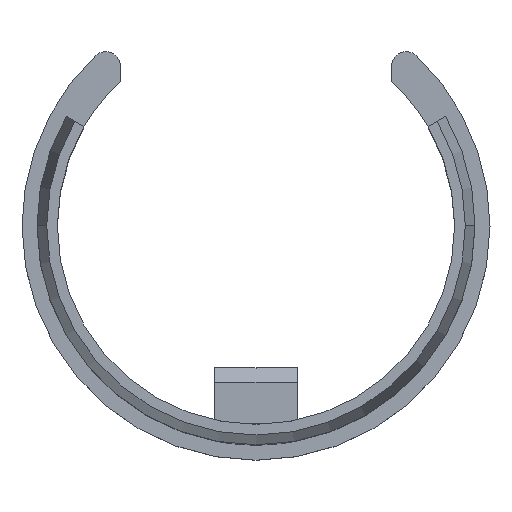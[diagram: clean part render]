
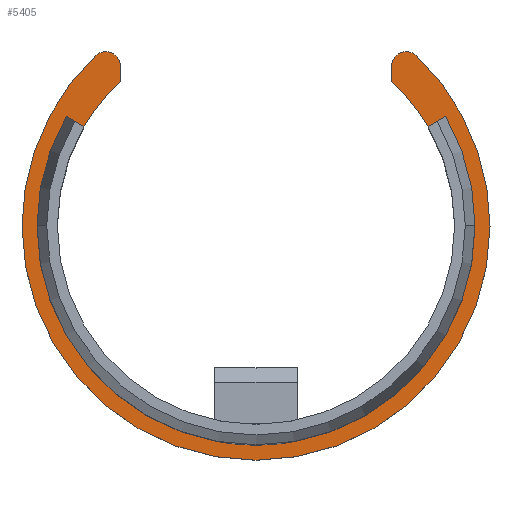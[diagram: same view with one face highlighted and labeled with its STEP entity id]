
A CAD part, top view. The second image highlights one B-rep face of the part: STEP entity #5405.
In plain terms, the highlighted planar face has unit normal (0, 0, 1).
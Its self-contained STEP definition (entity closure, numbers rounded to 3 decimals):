
#14 = DIRECTION ( 'NONE',  ( 0., 0., 1. ) ) ;
#69 = ORIENTED_EDGE ( 'NONE', *, *, #3294, .F. ) ;
#89 = VERTEX_POINT ( 'NONE', #4330 ) ;
#104 = LINE ( 'NONE', #3922, #4696 ) ;
#153 = ORIENTED_EDGE ( 'NONE', *, *, #2561, .F. ) ;
#249 = AXIS2_PLACEMENT_3D ( 'NONE', #3152, #6445, #286 ) ;
#263 = AXIS2_PLACEMENT_3D ( 'NONE', #5005, #5483, #4418 ) ;
#286 = DIRECTION ( 'NONE',  ( -1., 0., 0. ) ) ;
#329 = DIRECTION ( 'NONE',  ( -1., 0., 0. ) ) ;
#400 = VERTEX_POINT ( 'NONE', #3897 ) ;
#431 = VERTEX_POINT ( 'NONE', #5521 ) ;
#475 = CIRCLE ( 'NONE', #2278, 22.4 ) ;
#481 = VERTEX_POINT ( 'NONE', #5568 ) ;
#483 = DIRECTION ( 'NONE',  ( -1., 0., 0. ) ) ;
#541 = DIRECTION ( 'NONE',  ( 0., 0., 1. ) ) ;
#542 = EDGE_CURVE ( 'NONE', #89, #3168, #3126, .T. ) ;
#557 = DIRECTION ( 'NONE',  ( 1., 0., 0. ) ) ;
#585 = EDGE_CURVE ( 'NONE', #481, #3072, #104, .T. ) ;
#620 = AXIS2_PLACEMENT_3D ( 'NONE', #2040, #5308, #329 ) ;
#781 = CIRCLE ( 'NONE', #4038, 20.5 ) ;
#999 = DIRECTION ( 'NONE',  ( -1., 0., 0. ) ) ;
#1040 = ORIENTED_EDGE ( 'NONE', *, *, #6905, .F. ) ;
#1087 = DIRECTION ( 'NONE',  ( -1., 0., 0. ) ) ;
#1131 = ORIENTED_EDGE ( 'NONE', *, *, #6069, .T. ) ;
#1132 = DIRECTION ( 'NONE',  ( 0., 0., 1. ) ) ;
#1239 = CIRCLE ( 'NONE', #4080, 22.4 ) ;
#1376 = ORIENTED_EDGE ( 'NONE', *, *, #585, .T. ) ;
#1411 = DIRECTION ( 'NONE',  ( 0., 0., -1. ) ) ;
#1438 = PLANE ( 'NONE',  #5237 ) ;
#1574 = CARTESIAN_POINT ( 'NONE',  ( 0., 0., 35.5 ) ) ;
#1621 = DIRECTION ( 'NONE',  ( -1., 0., 0. ) ) ;
#1625 = CARTESIAN_POINT ( 'NONE',  ( 19.399, 11.2, 35.5 ) ) ;
#1706 = CARTESIAN_POINT ( 'NONE',  ( 41.541, 23.984, 35.5 ) ) ;
#1764 = CIRCLE ( 'NONE', #1940, 22.4 ) ;
#1785 = VERTEX_POINT ( 'NONE', #6423 ) ;
#1811 = AXIS2_PLACEMENT_3D ( 'NONE', #6048, #3756, #999 ) ;
#1940 = AXIS2_PLACEMENT_3D ( 'NONE', #1574, #5980, #4871 ) ;
#2040 = CARTESIAN_POINT ( 'NONE',  ( 0., 0., 35.5 ) ) ;
#2101 = ORIENTED_EDGE ( 'NONE', *, *, #3710, .F. ) ;
#2243 = DIRECTION ( 'NONE',  ( 0., 0., 1. ) ) ;
#2275 = CARTESIAN_POINT ( 'NONE',  ( 0., 0., 35.5 ) ) ;
#2278 = AXIS2_PLACEMENT_3D ( 'NONE', #2275, #14, #557 ) ;
#2325 = CIRCLE ( 'NONE', #2775, 1.5 ) ;
#2459 = VERTEX_POINT ( 'NONE', #5578 ) ;
#2561 = EDGE_CURVE ( 'NONE', #2873, #3637, #1239, .T. ) ;
#2571 = LINE ( 'NONE', #3850, #3789 ) ;
#2628 = EDGE_CURVE ( 'NONE', #400, #3637, #6792, .T. ) ;
#2733 = CIRCLE ( 'NONE', #263, 24.15 ) ;
#2775 = AXIS2_PLACEMENT_3D ( 'NONE', #5458, #3821, #483 ) ;
#2873 = VERTEX_POINT ( 'NONE', #5625 ) ;
#2956 = CARTESIAN_POINT ( 'NONE',  ( 14., 14.975, 35.5 ) ) ;
#3072 = VERTEX_POINT ( 'NONE', #6370 ) ;
#3126 = CIRCLE ( 'NONE', #3879, 1.5 ) ;
#3152 = CARTESIAN_POINT ( 'NONE',  ( 0., 0., 35.5 ) ) ;
#3168 = VERTEX_POINT ( 'NONE', #5650 ) ;
#3267 = CARTESIAN_POINT ( 'NONE',  ( 16.526, 17.61, 35.5 ) ) ;
#3268 = VERTEX_POINT ( 'NONE', #4238 ) ;
#3294 = EDGE_CURVE ( 'NONE', #431, #3168, #6436, .T. ) ;
#3312 = FACE_OUTER_BOUND ( 'NONE', #6974, .T. ) ;
#3332 = CARTESIAN_POINT ( 'NONE',  ( 14., 16.516, 35.5 ) ) ;
#3407 = ORIENTED_EDGE ( 'NONE', *, *, #6217, .F. ) ;
#3619 = ORIENTED_EDGE ( 'NONE', *, *, #6942, .F. ) ;
#3637 = VERTEX_POINT ( 'NONE', #1625 ) ;
#3645 = CARTESIAN_POINT ( 'NONE',  ( 0., 0., 35.5 ) ) ;
#3668 = EDGE_CURVE ( 'NONE', #89, #2459, #6273, .T. ) ;
#3710 = EDGE_CURVE ( 'NONE', #481, #1785, #1764, .T. ) ;
#3756 = DIRECTION ( 'NONE',  ( 0., 0., 1. ) ) ;
#3760 = CARTESIAN_POINT ( 'NONE',  ( -14., 14.975, 35.5 ) ) ;
#3789 = VECTOR ( 'NONE', #5421, 1000. ) ;
#3821 = DIRECTION ( 'NONE',  ( 0., 0., 1. ) ) ;
#3850 = CARTESIAN_POINT ( 'NONE',  ( 14., 14.975, 35.5 ) ) ;
#3859 = VERTEX_POINT ( 'NONE', #2956 ) ;
#3879 = AXIS2_PLACEMENT_3D ( 'NONE', #7136, #541, #1621 ) ;
#3897 = CARTESIAN_POINT ( 'NONE',  ( 17.754, 10.25, 35.5 ) ) ;
#3922 = CARTESIAN_POINT ( 'NONE',  ( 0., 0., 35.5 ) ) ;
#4038 = AXIS2_PLACEMENT_3D ( 'NONE', #4434, #1132, #1087 ) ;
#4080 = AXIS2_PLACEMENT_3D ( 'NONE', #6709, #2243, #6110 ) ;
#4207 = CIRCLE ( 'NONE', #1811, 20.5 ) ;
#4209 = ORIENTED_EDGE ( 'NONE', *, *, #542, .T. ) ;
#4238 = CARTESIAN_POINT ( 'NONE',  ( 24.15, 0., 35.5 ) ) ;
#4330 = CARTESIAN_POINT ( 'NONE',  ( -14., 16.516, 35.5 ) ) ;
#4418 = DIRECTION ( 'NONE',  ( -1., 0., 0. ) ) ;
#4427 = DIRECTION ( 'NONE',  ( 0.866, -0.5, 0. ) ) ;
#4434 = CARTESIAN_POINT ( 'NONE',  ( 0., 0., 35.5 ) ) ;
#4643 = EDGE_CURVE ( 'NONE', #3268, #431, #6944, .T. ) ;
#4696 = VECTOR ( 'NONE', #4427, 1000. ) ;
#4871 = DIRECTION ( 'NONE',  ( 1., 0., 0. ) ) ;
#4912 = ORIENTED_EDGE ( 'NONE', *, *, #2628, .T. ) ;
#5005 = CARTESIAN_POINT ( 'NONE',  ( 0., 0., 35.5 ) ) ;
#5055 = VECTOR ( 'NONE', #5494, 1000. ) ;
#5237 = AXIS2_PLACEMENT_3D ( 'NONE', #3645, #1411, #6354 ) ;
#5308 = DIRECTION ( 'NONE',  ( 0., 0., -1. ) ) ;
#5405 = ADVANCED_FACE ( 'NONE', ( #3312 ), #1438, .F. ) ;
#5421 = DIRECTION ( 'NONE',  ( 0., 1., 0. ) ) ;
#5448 = ORIENTED_EDGE ( 'NONE', *, *, #5495, .F. ) ;
#5458 = CARTESIAN_POINT ( 'NONE',  ( 15.5, 16.516, 35.5 ) ) ;
#5483 = DIRECTION ( 'NONE',  ( 0., 0., -1. ) ) ;
#5494 = DIRECTION ( 'NONE',  ( 0., -1., 0. ) ) ;
#5495 = EDGE_CURVE ( 'NONE', #400, #3859, #781, .T. ) ;
#5521 = CARTESIAN_POINT ( 'NONE',  ( -24.15, 0., 35.5 ) ) ;
#5568 = CARTESIAN_POINT ( 'NONE',  ( -19.399, 11.2, 35.5 ) ) ;
#5578 = CARTESIAN_POINT ( 'NONE',  ( -14., 14.975, 35.5 ) ) ;
#5625 = CARTESIAN_POINT ( 'NONE',  ( 22.4, 0., 35.5 ) ) ;
#5650 = CARTESIAN_POINT ( 'NONE',  ( -16.526, 17.61, 35.5 ) ) ;
#5885 = ORIENTED_EDGE ( 'NONE', *, *, #6399, .F. ) ;
#5905 = VECTOR ( 'NONE', #6086, 1000. ) ;
#5980 = DIRECTION ( 'NONE',  ( 0., 0., 1. ) ) ;
#6048 = CARTESIAN_POINT ( 'NONE',  ( 0., 0., 35.5 ) ) ;
#6069 = EDGE_CURVE ( 'NONE', #7086, #6321, #2325, .T. ) ;
#6086 = DIRECTION ( 'NONE',  ( 0.866, 0.5, 0. ) ) ;
#6110 = DIRECTION ( 'NONE',  ( 1., 0., 0. ) ) ;
#6116 = ORIENTED_EDGE ( 'NONE', *, *, #4643, .F. ) ;
#6217 = EDGE_CURVE ( 'NONE', #1785, #2873, #475, .T. ) ;
#6273 = LINE ( 'NONE', #3760, #5055 ) ;
#6294 = ORIENTED_EDGE ( 'NONE', *, *, #3668, .F. ) ;
#6321 = VERTEX_POINT ( 'NONE', #3332 ) ;
#6354 = DIRECTION ( 'NONE',  ( -1., 0., 0. ) ) ;
#6370 = CARTESIAN_POINT ( 'NONE',  ( -17.754, 10.25, 35.5 ) ) ;
#6399 = EDGE_CURVE ( 'NONE', #7086, #3268, #2733, .T. ) ;
#6423 = CARTESIAN_POINT ( 'NONE',  ( -22.4, 0., 35.5 ) ) ;
#6436 = CIRCLE ( 'NONE', #249, 24.15 ) ;
#6445 = DIRECTION ( 'NONE',  ( 0., 0., -1. ) ) ;
#6709 = CARTESIAN_POINT ( 'NONE',  ( 0., 0., 35.5 ) ) ;
#6792 = LINE ( 'NONE', #1706, #5905 ) ;
#6905 = EDGE_CURVE ( 'NONE', #3859, #6321, #2571, .T. ) ;
#6942 = EDGE_CURVE ( 'NONE', #2459, #3072, #4207, .T. ) ;
#6944 = CIRCLE ( 'NONE', #620, 24.15 ) ;
#6974 = EDGE_LOOP ( 'NONE', ( #5885, #1131, #1040, #5448, #4912, #153, #3407, #2101, #1376, #3619, #6294, #4209, #69, #6116 ) ) ;
#7086 = VERTEX_POINT ( 'NONE', #3267 ) ;
#7136 = CARTESIAN_POINT ( 'NONE',  ( -15.5, 16.516, 35.5 ) ) ;
